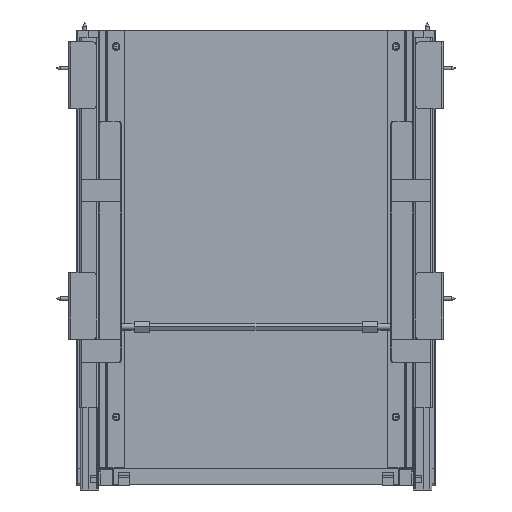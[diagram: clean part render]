
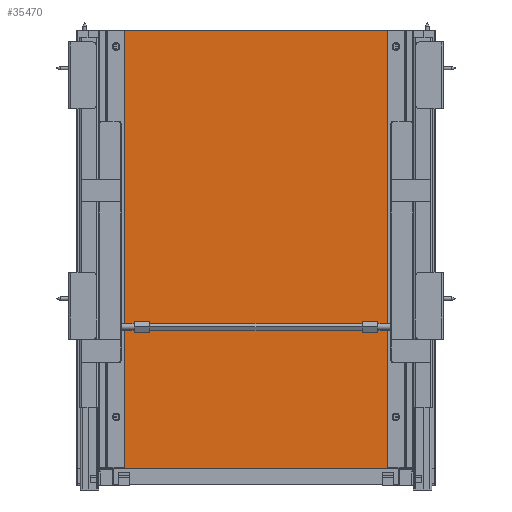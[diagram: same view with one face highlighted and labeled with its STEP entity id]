
A CAD part, front view. The second image highlights one B-rep face of the part: STEP entity #35470.
In plain terms, the highlighted planar face has unit normal (0, -1, 0).
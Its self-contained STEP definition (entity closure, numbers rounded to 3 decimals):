
#3412=FACE_OUTER_BOUND('',#5584,.T.);
#5584=EDGE_LOOP('',(#30367,#30368,#30369,#30370));
#9154=LINE('',#57696,#13166);
#9155=LINE('',#57699,#13167);
#9156=LINE('',#57701,#13168);
#9157=LINE('',#57702,#13169);
#13166=VECTOR('',#45641,10.);
#13167=VECTOR('',#45644,10.);
#13168=VECTOR('',#45645,10.);
#13169=VECTOR('',#45646,10.);
#16745=VERTEX_POINT('',#57689);
#16748=VERTEX_POINT('',#57694);
#16749=VERTEX_POINT('',#57698);
#16750=VERTEX_POINT('',#57700);
#21402=EDGE_CURVE('',#16745,#16748,#9154,.T.);
#21403=EDGE_CURVE('',#16749,#16745,#9155,.T.);
#21404=EDGE_CURVE('',#16750,#16748,#9156,.T.);
#21405=EDGE_CURVE('',#16749,#16750,#9157,.T.);
#30367=ORIENTED_EDGE('',*,*,#21403,.T.);
#30368=ORIENTED_EDGE('',*,*,#21402,.T.);
#30369=ORIENTED_EDGE('',*,*,#21404,.F.);
#30370=ORIENTED_EDGE('',*,*,#21405,.F.);
#33623=PLANE('',#38013);
#35470=ADVANCED_FACE('',(#3412),#33623,.T.);
#38013=AXIS2_PLACEMENT_3D('',#57697,#45642,#45643);
#45641=DIRECTION('',(0.,0.,-1.));
#45642=DIRECTION('center_axis',(0.,-1.,0.));
#45643=DIRECTION('ref_axis',(-1.,0.,0.));
#45644=DIRECTION('',(-1.,0.,0.));
#45645=DIRECTION('',(-1.,0.,0.));
#45646=DIRECTION('',(0.,0.,-1.));
#57689=CARTESIAN_POINT('',(-144.5,22.,11.5));
#57694=CARTESIAN_POINT('',(-144.5,22.,-414.5));
#57696=CARTESIAN_POINT('',(-144.5,22.,11.5));
#57697=CARTESIAN_POINT('Origin',(144.5,22.,11.5));
#57698=CARTESIAN_POINT('',(144.5,22.,11.5));
#57699=CARTESIAN_POINT('',(144.5,22.,11.5));
#57700=CARTESIAN_POINT('',(144.5,22.,-414.5));
#57701=CARTESIAN_POINT('',(144.5,22.,-414.5));
#57702=CARTESIAN_POINT('',(144.5,22.,11.5));
